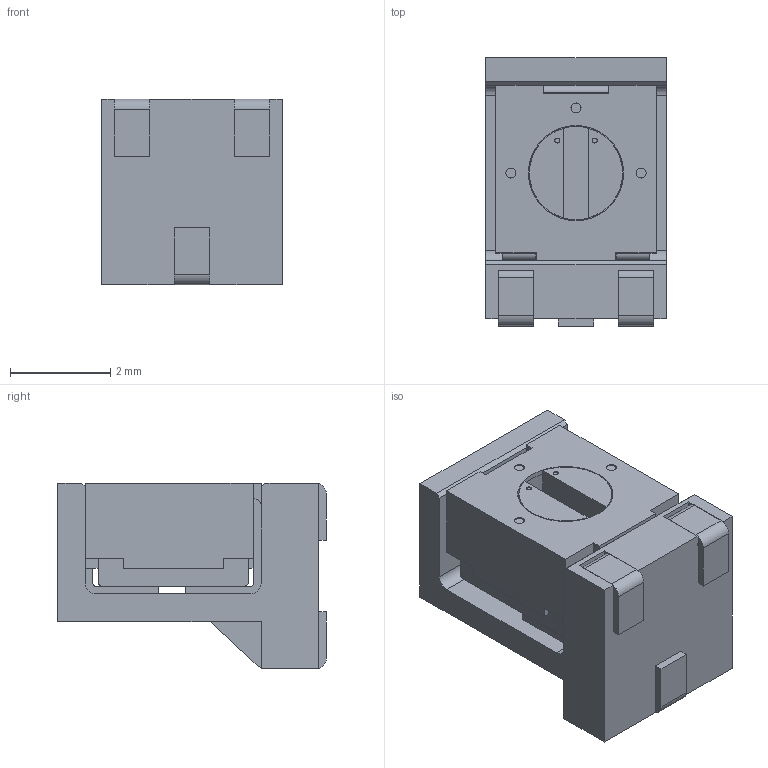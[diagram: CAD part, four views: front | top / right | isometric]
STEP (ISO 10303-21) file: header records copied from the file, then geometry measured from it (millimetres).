
FILE_DESCRIPTION((''),'2;1');
FILE_NAME('22S_ASM','2013-03-18T',('BMozley'),(''),'PRO/ENGINEER BY PARAMETRIC TECHNOLOGY CORPORATION, 2012480','PRO/ENGINEER BY PARAMETRIC TECHNOLOGY CORPORATION, 2012480','');
FILE_SCHEMA(('CONFIG_CONTROL_DESIGN'));
Length unit declared in the file: millimetre
Products named in the file (8): BM-525; BM-521; BM-523; BM-522; BM-524; 22A_ASM; BM-526; 22S_ASM
Assembly tree (7 placements, depth 3):
  22S_ASM
    BM-525
    22A_ASM
      BM-521
      BM-523
      BM-522
      BM-524
    BM-526
Bounding box: 3.61 x 5.36 x 3.71 mm (x, y, z)
Volume: 50.6 mm3; surface area: 238.8 mm2
Topology: 10 solids, 10 shells, 167 faces, 421 edges, 280 vertices
Faces by surface type: plane 126, cylinder 41
Entity records: 5189 total; most frequent: CARTESIAN_POINT 887, DIRECTION 879, ORIENTED_EDGE 842, EDGE_CURVE 421, VECTOR 335, LINE 335, VERTEX_POINT 280, AXIS2_PLACEMENT_3D 272
